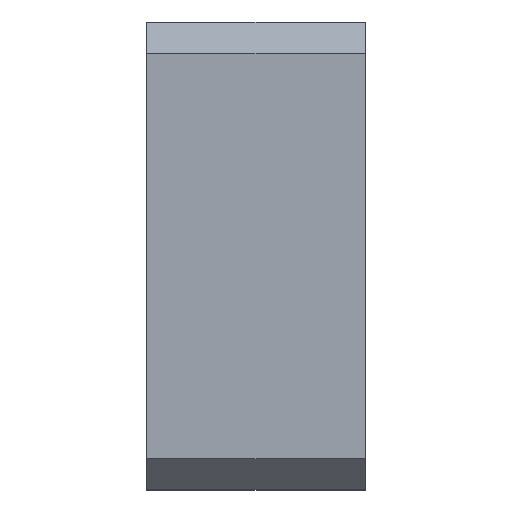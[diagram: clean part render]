
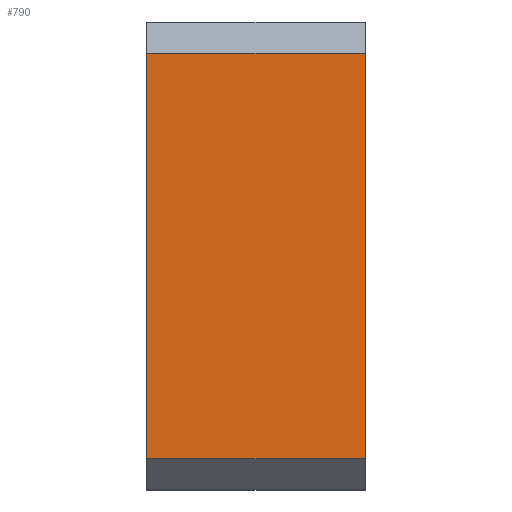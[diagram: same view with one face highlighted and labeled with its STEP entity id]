
A CAD part, left-side view. The second image highlights one B-rep face of the part: STEP entity #790.
In plain terms, the highlighted planar face has unit normal (-1, 0, 0).
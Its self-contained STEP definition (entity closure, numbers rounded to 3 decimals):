
#21 = EDGE_CURVE('',#22,#24,#26,.T.);
#22 = VERTEX_POINT('',#23);
#23 = CARTESIAN_POINT('',(304.527,10.4,
    42.853));
#24 = VERTEX_POINT('',#25);
#25 = CARTESIAN_POINT('',(304.527,13.2,
    42.853));
#26 = SURFACE_CURVE('',#27,(#30,#41),.PCURVE_S1.);
#27 = B_SPLINE_CURVE_WITH_KNOTS('',1,(#28,#29),.UNSPECIFIED.,.F.,.F.,(2,
    2),(0.,2.8),.PIECEWISE_BEZIER_KNOTS.);
#28 = CARTESIAN_POINT('',(304.527,10.4,
    42.853));
#29 = CARTESIAN_POINT('',(304.527,13.2,
    42.853));
#30 = PCURVE('',#31,#36);
#31 = PLANE('',#32);
#32 = AXIS2_PLACEMENT_3D('',#33,#34,#35);
#33 = CARTESIAN_POINT('',(305.527,13.6,
    42.853));
#34 = DIRECTION('',(0.,0.,
    -1.));
#35 = DIRECTION('',(0.,-1.,0.));
#36 = DEFINITIONAL_REPRESENTATION('',(#37),#40);
#37 = B_SPLINE_CURVE_WITH_KNOTS('',1,(#38,#39),.UNSPECIFIED.,.F.,.F.,(2,
    2),(0.,2.8),.PIECEWISE_BEZIER_KNOTS.);
#38 = CARTESIAN_POINT('',(3.2,1.));
#39 = CARTESIAN_POINT('',(0.4,1.));
#40 = ( GEOMETRIC_REPRESENTATION_CONTEXT(2) 
PARAMETRIC_REPRESENTATION_CONTEXT() REPRESENTATION_CONTEXT('2D SPACE',''
  ) );
#41 = PCURVE('',#42,#47);
#42 = PLANE('',#43);
#43 = AXIS2_PLACEMENT_3D('',#44,#45,#46);
#44 = CARTESIAN_POINT('',(304.527,13.6,
    42.213));
#45 = DIRECTION('',(-1.,0.,
    0.));
#46 = DIRECTION('',(0.,1.,0.));
#47 = DEFINITIONAL_REPRESENTATION('',(#48),#51);
#48 = B_SPLINE_CURVE_WITH_KNOTS('',1,(#49,#50),.UNSPECIFIED.,.F.,.F.,(2,
    2),(0.,2.8),.PIECEWISE_BEZIER_KNOTS.);
#49 = CARTESIAN_POINT('',(-3.2,-0.64));
#50 = CARTESIAN_POINT('',(-0.4,-0.64));
#51 = ( GEOMETRIC_REPRESENTATION_CONTEXT(2) 
PARAMETRIC_REPRESENTATION_CONTEXT() REPRESENTATION_CONTEXT('2D SPACE',''
  ) );
#67 = PLANE('',#68);
#68 = AXIS2_PLACEMENT_3D('',#69,#70,#71);
#69 = CARTESIAN_POINT('',(303.807,13.2,
    41.733));
#70 = DIRECTION('',(0.,1.,0.));
#71 = DIRECTION('',(-1.,0.,
    0.));
#115 = PLANE('',#116);
#116 = AXIS2_PLACEMENT_3D('',#117,#118,#119);
#117 = CARTESIAN_POINT('',(303.807,10.4,
    41.733));
#118 = DIRECTION('',(0.,-1.,0.));
#119 = DIRECTION('',(1.,0.,
    0.));
#700 = PLANE('',#701);
#701 = AXIS2_PLACEMENT_3D('',#702,#703,#704);
#702 = CARTESIAN_POINT('',(305.637,10.,
    48.053));
#703 = DIRECTION('',(0.,0.,
    1.));
#704 = DIRECTION('',(0.,1.,0.));
#734 = VERTEX_POINT('',#735);
#735 = CARTESIAN_POINT('',(304.527,13.2,
    48.053));
#753 = EDGE_CURVE('',#734,#754,#756,.T.);
#754 = VERTEX_POINT('',#755);
#755 = CARTESIAN_POINT('',(304.527,10.4,
    48.053));
#756 = SURFACE_CURVE('',#757,(#760,#766),.PCURVE_S1.);
#757 = B_SPLINE_CURVE_WITH_KNOTS('',1,(#758,#759),.UNSPECIFIED.,.F.,.F.,
  (2,2),(-2.8,0.),.PIECEWISE_BEZIER_KNOTS.);
#758 = CARTESIAN_POINT('',(304.527,13.2,
    48.053));
#759 = CARTESIAN_POINT('',(304.527,10.4,
    48.053));
#760 = PCURVE('',#700,#761);
#761 = DEFINITIONAL_REPRESENTATION('',(#762),#765);
#762 = B_SPLINE_CURVE_WITH_KNOTS('',1,(#763,#764),.UNSPECIFIED.,.F.,.F.,
  (2,2),(-2.8,0.),.PIECEWISE_BEZIER_KNOTS.);
#763 = CARTESIAN_POINT('',(3.2,1.11));
#764 = CARTESIAN_POINT('',(0.4,1.11));
#765 = ( GEOMETRIC_REPRESENTATION_CONTEXT(2) 
PARAMETRIC_REPRESENTATION_CONTEXT() REPRESENTATION_CONTEXT('2D SPACE',''
  ) );
#766 = PCURVE('',#42,#767);
#767 = DEFINITIONAL_REPRESENTATION('',(#768),#771);
#768 = B_SPLINE_CURVE_WITH_KNOTS('',1,(#769,#770),.UNSPECIFIED.,.F.,.F.,
  (2,2),(-2.8,0.),.PIECEWISE_BEZIER_KNOTS.);
#769 = CARTESIAN_POINT('',(-0.4,-5.84));
#770 = CARTESIAN_POINT('',(-3.2,-5.84));
#771 = ( GEOMETRIC_REPRESENTATION_CONTEXT(2) 
PARAMETRIC_REPRESENTATION_CONTEXT() REPRESENTATION_CONTEXT('2D SPACE',''
  ) );
#790 = ADVANCED_FACE('',(#791),#42,.T.);
#791 = FACE_BOUND('',#792,.T.);
#792 = EDGE_LOOP('',(#793,#794,#812,#813));
#793 = ORIENTED_EDGE('',*,*,#753,.F.);
#794 = ORIENTED_EDGE('',*,*,#795,.T.);
#795 = EDGE_CURVE('',#734,#24,#796,.T.);
#796 = SURFACE_CURVE('',#797,(#800,#806),.PCURVE_S1.);
#797 = B_SPLINE_CURVE_WITH_KNOTS('',1,(#798,#799),.UNSPECIFIED.,.F.,.F.,
  (2,2),(0.,5.2),.PIECEWISE_BEZIER_KNOTS.);
#798 = CARTESIAN_POINT('',(304.527,13.2,
    48.053));
#799 = CARTESIAN_POINT('',(304.527,13.2,
    42.853));
#800 = PCURVE('',#42,#801);
#801 = DEFINITIONAL_REPRESENTATION('',(#802),#805);
#802 = B_SPLINE_CURVE_WITH_KNOTS('',1,(#803,#804),.UNSPECIFIED.,.F.,.F.,
  (2,2),(0.,5.2),.PIECEWISE_BEZIER_KNOTS.);
#803 = CARTESIAN_POINT('',(-0.4,-5.84));
#804 = CARTESIAN_POINT('',(-0.4,-0.64));
#805 = ( GEOMETRIC_REPRESENTATION_CONTEXT(2) 
PARAMETRIC_REPRESENTATION_CONTEXT() REPRESENTATION_CONTEXT('2D SPACE',''
  ) );
#806 = PCURVE('',#67,#807);
#807 = DEFINITIONAL_REPRESENTATION('',(#808),#811);
#808 = B_SPLINE_CURVE_WITH_KNOTS('',1,(#809,#810),.UNSPECIFIED.,.F.,.F.,
  (2,2),(0.,5.2),.PIECEWISE_BEZIER_KNOTS.);
#809 = CARTESIAN_POINT('',(-0.72,6.32));
#810 = CARTESIAN_POINT('',(-0.72,1.12));
#811 = ( GEOMETRIC_REPRESENTATION_CONTEXT(2) 
PARAMETRIC_REPRESENTATION_CONTEXT() REPRESENTATION_CONTEXT('2D SPACE',''
  ) );
#812 = ORIENTED_EDGE('',*,*,#21,.F.);
#813 = ORIENTED_EDGE('',*,*,#814,.T.);
#814 = EDGE_CURVE('',#22,#754,#815,.T.);
#815 = SURFACE_CURVE('',#816,(#819,#825),.PCURVE_S1.);
#816 = B_SPLINE_CURVE_WITH_KNOTS('',1,(#817,#818),.UNSPECIFIED.,.F.,.F.,
  (2,2),(-5.2,0.),.PIECEWISE_BEZIER_KNOTS.);
#817 = CARTESIAN_POINT('',(304.527,10.4,
    42.853));
#818 = CARTESIAN_POINT('',(304.527,10.4,
    48.053));
#819 = PCURVE('',#42,#820);
#820 = DEFINITIONAL_REPRESENTATION('',(#821),#824);
#821 = B_SPLINE_CURVE_WITH_KNOTS('',1,(#822,#823),.UNSPECIFIED.,.F.,.F.,
  (2,2),(-5.2,0.),.PIECEWISE_BEZIER_KNOTS.);
#822 = CARTESIAN_POINT('',(-3.2,-0.64));
#823 = CARTESIAN_POINT('',(-3.2,-5.84));
#824 = ( GEOMETRIC_REPRESENTATION_CONTEXT(2) 
PARAMETRIC_REPRESENTATION_CONTEXT() REPRESENTATION_CONTEXT('2D SPACE',''
  ) );
#825 = PCURVE('',#115,#826);
#826 = DEFINITIONAL_REPRESENTATION('',(#827),#830);
#827 = B_SPLINE_CURVE_WITH_KNOTS('',1,(#828,#829),.UNSPECIFIED.,.F.,.F.,
  (2,2),(-5.2,0.),.PIECEWISE_BEZIER_KNOTS.);
#828 = CARTESIAN_POINT('',(0.72,1.12));
#829 = CARTESIAN_POINT('',(0.72,6.32));
#830 = ( GEOMETRIC_REPRESENTATION_CONTEXT(2) 
PARAMETRIC_REPRESENTATION_CONTEXT() REPRESENTATION_CONTEXT('2D SPACE',''
  ) );
